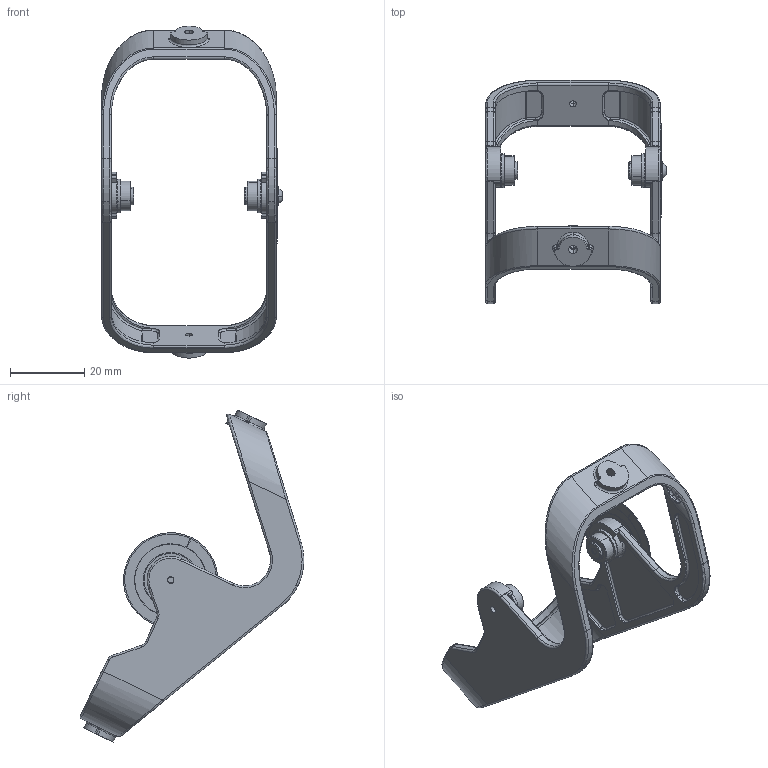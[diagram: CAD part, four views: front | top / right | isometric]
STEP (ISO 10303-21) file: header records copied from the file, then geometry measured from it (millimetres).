
FILE_DESCRIPTION (( 'STEP AP203' ), '1' );
FILE_NAME ('left_eye_yolk_asm.STEP', '2019-08-21T18:51:45', ( '' ), ( '' ), 'SwSTEP 2.0', 'SolidWorks 2018', '' );
FILE_SCHEMA (( 'CONFIG_CONTROL_DESIGN' ));
Length unit declared in the file: millimetre
Products named in the file (8): 9712K510_9712K51; 99040A210; 4262T500_4262T5; yoke; 91255A075_91255A075; left_eye_yolk_asm; 90318A101_90318A101; encoder_disk
Assembly tree (10 placements, depth 2):
  left_eye_yolk_asm
    encoder_disk
    yoke
    4262T500_4262T5  x2
    90318A101_90318A101  x2
    91255A075_91255A075
    9712K510_9712K51
    99040A210  x2
Bounding box: 48.6 x 60.2 x 89.27 mm (x, y, z)
Volume: 9114.7 mm3; surface area: 12454.4 mm2
Topology: 46 solids, 46 shells, 782 faces, 1877 edges, 1145 vertices
Faces by surface type: cylinder 338, plane 166, torus 105, sphere 68, cone 68, bspline 37
Entity records: 22258 total; most frequent: CARTESIAN_POINT 6319, DIRECTION 3368, ORIENTED_EDGE 3046, EDGE_CURVE 1523, AXIS2_PLACEMENT_3D 1383, VERTEX_POINT 925, CIRCLE 743, EDGE_LOOP 698
